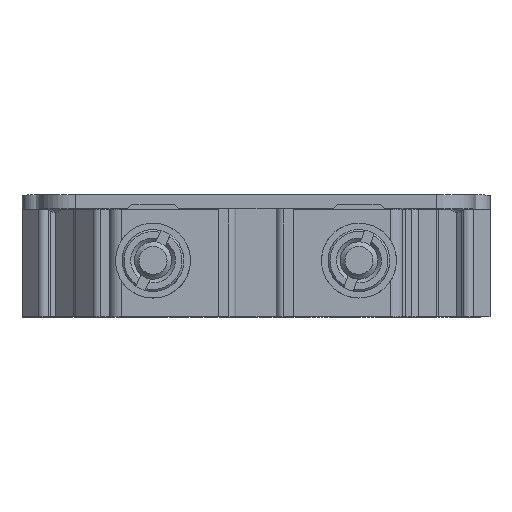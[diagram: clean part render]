
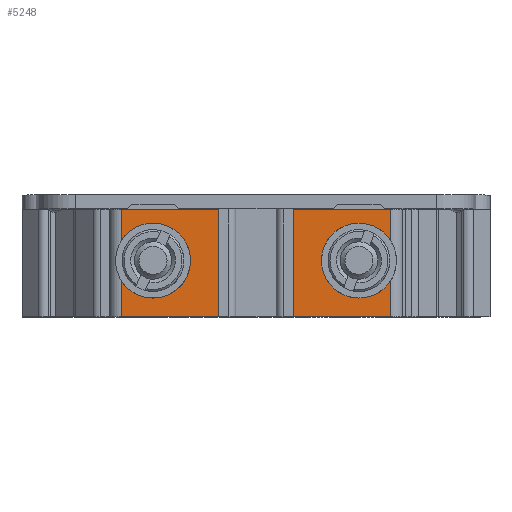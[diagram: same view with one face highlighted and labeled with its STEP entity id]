
A CAD part, top view. The second image highlights one B-rep face of the part: STEP entity #5248.
In plain terms, the highlighted planar face has unit normal (0, 0, 1).
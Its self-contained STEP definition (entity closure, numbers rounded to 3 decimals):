
#74=PLANE('',#5509);
#228=LINE('',#7167,#632);
#229=LINE('',#7168,#633);
#230=LINE('',#7170,#634);
#231=LINE('',#7172,#635);
#232=LINE('',#7173,#636);
#233=LINE('',#7175,#637);
#632=VECTOR('',#6004,1000.);
#633=VECTOR('',#6005,1000.);
#634=VECTOR('',#6008,1000.);
#635=VECTOR('',#6009,1000.);
#636=VECTOR('',#6010,1000.);
#637=VECTOR('',#6011,1000.);
#1197=ORIENTED_EDGE('',*,*,#2228,.F.);
#1198=ORIENTED_EDGE('',*,*,#2236,.T.);
#1199=ORIENTED_EDGE('',*,*,#2237,.F.);
#1200=ORIENTED_EDGE('',*,*,#2235,.F.);
#1201=ORIENTED_EDGE('',*,*,#2227,.F.);
#1202=ORIENTED_EDGE('',*,*,#2234,.F.);
#1203=ORIENTED_EDGE('',*,*,#2238,.F.);
#1204=ORIENTED_EDGE('',*,*,#2239,.T.);
#2227=EDGE_CURVE('',#2761,#2762,#3116,.T.);
#2228=EDGE_CURVE('',#2763,#2764,#3117,.T.);
#2234=EDGE_CURVE('',#2768,#2761,#228,.T.);
#2235=EDGE_CURVE('',#2762,#2766,#229,.T.);
#2236=EDGE_CURVE('',#2763,#2769,#230,.T.);
#2237=EDGE_CURVE('',#2766,#2769,#231,.T.);
#2238=EDGE_CURVE('',#2770,#2768,#232,.T.);
#2239=EDGE_CURVE('',#2770,#2764,#233,.T.);
#2761=VERTEX_POINT('',#7147);
#2762=VERTEX_POINT('',#7148);
#2763=VERTEX_POINT('',#7154);
#2764=VERTEX_POINT('',#7155);
#2766=VERTEX_POINT('',#7162);
#2768=VERTEX_POINT('',#7166);
#2769=VERTEX_POINT('',#7171);
#2770=VERTEX_POINT('',#7174);
#3116=CIRCLE('',#5501,4.);
#3117=CIRCLE('',#5503,4.);
#3277=EDGE_LOOP('',(#1197,#1198,#1199,#1200,#1201,#1202,#1203,#1204));
#3505=FACE_BOUND('',#3277,.T.);
#5248=ADVANCED_FACE('',(#3505),#74,.T.);
#5501=AXIS2_PLACEMENT_3D('',#7151,#5986,#5987);
#5503=AXIS2_PLACEMENT_3D('',#7153,#5990,#5991);
#5509=AXIS2_PLACEMENT_3D('',#7169,#6006,#6007);
#5986=DIRECTION('',(0.,0.,1.));
#5987=DIRECTION('',(0.912,-0.411,0.));
#5990=DIRECTION('',(0.,0.,1.));
#5991=DIRECTION('',(0.939,-0.344,0.));
#6004=DIRECTION('',(0.,1.,0.));
#6005=DIRECTION('',(0.,1.,0.));
#6006=DIRECTION('',(0.,0.,1.));
#6007=DIRECTION('',(1.,0.,0.));
#6008=DIRECTION('',(0.,1.,0.));
#6009=DIRECTION('',(1.,0.,0.));
#6010=DIRECTION('',(-1.,0.,0.));
#6011=DIRECTION('',(0.,1.,0.));
#7147=CARTESIAN_POINT('',(-14.216,3.893,13.897));
#7148=CARTESIAN_POINT('',(-14.216,8.107,13.897));
#7151=CARTESIAN_POINT('',(-10.816,6.,13.897));
#7153=CARTESIAN_POINT('',(11.184,6.,13.897));
#7154=CARTESIAN_POINT('',(14.584,8.107,13.897));
#7155=CARTESIAN_POINT('',(14.584,3.893,13.897));
#7162=CARTESIAN_POINT('',(-14.216,11.5,13.897));
#7166=CARTESIAN_POINT('',(-14.216,0.,13.897));
#7167=CARTESIAN_POINT('',(-14.216,0.5,13.897));
#7168=CARTESIAN_POINT('',(-14.216,0.5,13.897));
#7169=CARTESIAN_POINT('',(-14.216,0.5,13.897));
#7170=CARTESIAN_POINT('',(14.584,0.5,13.897));
#7171=CARTESIAN_POINT('',(14.584,11.5,13.897));
#7172=CARTESIAN_POINT('',(-14.216,11.5,13.897));
#7173=CARTESIAN_POINT('',(-14.216,0.,13.897));
#7174=CARTESIAN_POINT('',(14.584,0.,13.897));
#7175=CARTESIAN_POINT('',(14.584,0.5,13.897));
